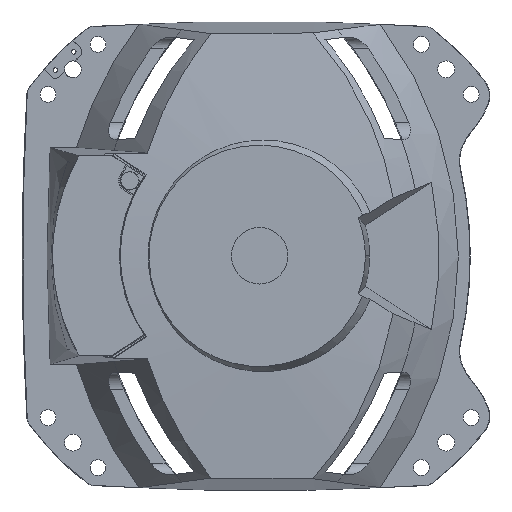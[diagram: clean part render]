
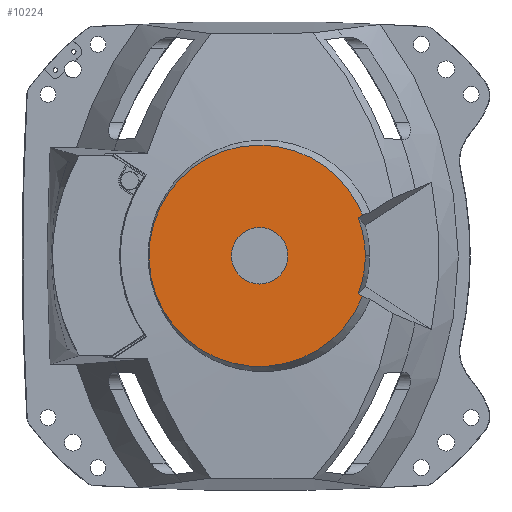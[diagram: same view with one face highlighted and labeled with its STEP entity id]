
A CAD part, top view. The second image highlights one B-rep face of the part: STEP entity #10224.
In plain terms, the highlighted planar face has unit normal (0, 0, 1).
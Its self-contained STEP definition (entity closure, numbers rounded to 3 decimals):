
#11 = CARTESIAN_POINT ( 'NONE',  ( 181.734, -73.002, 225.6 ) ) ;
#148 = CARTESIAN_POINT ( 'NONE',  ( 174.663, -67.186, 225.6 ) ) ;
#307 = CIRCLE ( 'NONE', #13205, 50. ) ;
#833 = VERTEX_POINT ( 'NONE', #9269 ) ;
#834 = CARTESIAN_POINT ( 'NONE',  ( 203.595, -85.975, 225.6 ) ) ;
#987 = CARTESIAN_POINT ( 'NONE',  ( 38.45, -193.328, 225.6 ) ) ;
#1116 = EDGE_CURVE ( 'NONE', #12007, #9668, #14510, .T. ) ;
#1327 = CARTESIAN_POINT ( 'NONE',  ( 0., 0., 225.6 ) ) ;
#1766 = EDGE_LOOP ( 'NONE', ( #12098, #5675, #3560, #10852, #10620 ) ) ;
#1999 = DIRECTION ( 'NONE',  ( -1., 0., 0. ) ) ;
#2112 = CARTESIAN_POINT ( 'NONE',  ( 163.886, 109.5, 225.6 ) ) ;
#2181 = CARTESIAN_POINT ( 'NONE',  ( -193.328, -38.45, 225.6 ) ) ;
#2260 = CARTESIAN_POINT ( 'NONE',  ( -182.106, 75.423, 225.6 ) ) ;
#2284 = CARTESIAN_POINT ( 'NONE',  ( 0., 0., 225.6 ) ) ;
#2496 = FACE_BOUND ( 'NONE', #14176, .T. ) ;
#2828 = DIRECTION ( 'NONE',  ( 0., 0., 1. ) ) ;
#3126 = CARTESIAN_POINT ( 'NONE',  ( -50., 0., 225.6 ) ) ;
#3206 = CIRCLE ( 'NONE', #12730, 50. ) ;
#3246 = CARTESIAN_POINT ( 'NONE',  ( -75.423, -182.106, 225.6 ) ) ;
#3311 = CARTESIAN_POINT ( 'NONE',  ( 176.529, -85.854, 225.6 ) ) ;
#3458 = CARTESIAN_POINT ( 'NONE',  ( -182.106, -75.423, 225.6 ) ) ;
#3560 = ORIENTED_EDGE ( 'NONE', *, *, #9709, .T. ) ;
#3899 = EDGE_CURVE ( 'NONE', #9668, #13122, #13169, .T. ) ;
#4276 = CARTESIAN_POINT ( 'NONE',  ( -163.886, -109.5, 225.6 ) ) ;
#4350 = CARTESIAN_POINT ( 'NONE',  ( 75.423, -182.106, 225.6 ) ) ;
#4746 = EDGE_CURVE ( 'NONE', #12007, #833, #6164, .T. ) ;
#4912 = EDGE_CURVE ( 'NONE', #5176, #833, #7238, .T. ) ;
#5176 = VERTEX_POINT ( 'NONE', #7601 ) ;
#5285 = AXIS2_PLACEMENT_3D ( 'NONE', #8044, #11278, #12620 ) ;
#5456 = CARTESIAN_POINT ( 'NONE',  ( -38.45, -193.328, 225.6 ) ) ;
#5490 = AXIS2_PLACEMENT_3D ( 'NONE', #6867, #11433, #11736 ) ;
#5533 = CARTESIAN_POINT ( 'NONE',  ( -197.118, 0., 225.6 ) ) ;
#5670 = CARTESIAN_POINT ( 'NONE',  ( -163.886, 109.5, 225.6 ) ) ;
#5675 = ORIENTED_EDGE ( 'NONE', *, *, #3899, .T. ) ;
#5760 = ORIENTED_EDGE ( 'NONE', *, *, #6843, .T. ) ;
#6005 = VERTEX_POINT ( 'NONE', #14463 ) ;
#6051 = PLANE ( 'NONE',  #5490 ) ;
#6162 = DIRECTION ( 'NONE',  ( -1., 0., 0. ) ) ;
#6164 = B_SPLINE_CURVE_WITH_KNOTS ( 'NONE', 3,
 ( #11289, #11, #3311, #9110, #14741, #13611, #4350, #987, #12490, #5456, #3246, #13690, #14524, #4276, #3458, #2181, #5533, #7981, #2260, #5670, #7768, #7834, #10095, #14674, #12346, #11206, #14596, #7912, #8817, #2112, #6792, #13396, #12559 ),
 .UNSPECIFIED., .F., .F.,
 ( 4, 1, 1, 1, 1, 1, 1, 1, 1, 1, 1, 1, 1, 1, 1, 1, 1, 1, 1, 1, 1, 1, 1, 1, 1, 1, 1, 1, 1, 1, 4 ),
 ( 0., 0.003, 0.038, 0.074, 0.109, 0.145, 0.18, 0.216, 0.251, 0.287, 0.322, 0.358, 0.393, 0.429, 0.464, 0.5, 0.536, 0.571, 0.607, 0.642, 0.678, 0.713, 0.749, 0.784, 0.82, 0.855, 0.891, 0.926, 0.962, 0.997, 1. ),
 .UNSPECIFIED. ) ;
#6411 = CARTESIAN_POINT ( 'NONE',  ( 203.595, 85.975, 225.6 ) ) ;
#6465 = VECTOR ( 'NONE', #9093, 1000. ) ;
#6529 = DIRECTION ( 'NONE',  ( -1., 0., 0. ) ) ;
#6792 = CARTESIAN_POINT ( 'NONE',  ( 176.529, 85.854, 225.6 ) ) ;
#6843 = EDGE_CURVE ( 'NONE', #11071, #6005, #3206, .T. ) ;
#6867 = CARTESIAN_POINT ( 'NONE',  ( 0., 212., 225.6 ) ) ;
#7238 = LINE ( 'NONE', #6411, #9330 ) ;
#7601 = CARTESIAN_POINT ( 'NONE',  ( 174.663, 67.186, 225.6 ) ) ;
#7768 = CARTESIAN_POINT ( 'NONE',  ( -139.37, 139.37, 225.6 ) ) ;
#7834 = CARTESIAN_POINT ( 'NONE',  ( -109.5, 163.886, 225.6 ) ) ;
#7912 = CARTESIAN_POINT ( 'NONE',  ( 109.5, 163.886, 225.6 ) ) ;
#7981 = CARTESIAN_POINT ( 'NONE',  ( -193.328, 38.45, 225.6 ) ) ;
#8044 = CARTESIAN_POINT ( 'NONE',  ( 0., 0., 225.6 ) ) ;
#8405 = DIRECTION ( 'NONE',  ( 0., 0., -1. ) ) ;
#8817 = CARTESIAN_POINT ( 'NONE',  ( 139.37, 139.37, 225.6 ) ) ;
#9093 = DIRECTION ( 'NONE',  ( -0.839, 0.545, 0. ) ) ;
#9110 = CARTESIAN_POINT ( 'NONE',  ( 163.886, -109.5, 225.6 ) ) ;
#9269 = CARTESIAN_POINT ( 'NONE',  ( 182.119, 72.028, 225.6 ) ) ;
#9330 = VECTOR ( 'NONE', #9550, 1000. ) ;
#9550 = DIRECTION ( 'NONE',  ( 0.839, 0.545, 0. ) ) ;
#9668 = VERTEX_POINT ( 'NONE', #148 ) ;
#9709 = EDGE_CURVE ( 'NONE', #13122, #5176, #14492, .T. ) ;
#9871 = CARTESIAN_POINT ( 'NONE',  ( 182.119, -72.028, 225.6 ) ) ;
#10095 = CARTESIAN_POINT ( 'NONE',  ( -75.423, 182.106, 225.6 ) ) ;
#10224 = ADVANCED_FACE ( 'NONE', ( #2496, #10319 ), #6051, .F. ) ;
#10319 = FACE_OUTER_BOUND ( 'NONE', #1766, .T. ) ;
#10620 = ORIENTED_EDGE ( 'NONE', *, *, #4746, .F. ) ;
#10852 = ORIENTED_EDGE ( 'NONE', *, *, #4912, .T. ) ;
#11071 = VERTEX_POINT ( 'NONE', #3126 ) ;
#11206 = CARTESIAN_POINT ( 'NONE',  ( 38.45, 193.328, 225.6 ) ) ;
#11278 = DIRECTION ( 'NONE',  ( 0., 0., 1. ) ) ;
#11289 = CARTESIAN_POINT ( 'NONE',  ( 182.119, -72.028, 225.6 ) ) ;
#11433 = DIRECTION ( 'NONE',  ( 0., 0., -1. ) ) ;
#11460 = ORIENTED_EDGE ( 'NONE', *, *, #13438, .T. ) ;
#11736 = DIRECTION ( 'NONE',  ( 0., -1., 0. ) ) ;
#12007 = VERTEX_POINT ( 'NONE', #9871 ) ;
#12098 = ORIENTED_EDGE ( 'NONE', *, *, #1116, .T. ) ;
#12276 = CARTESIAN_POINT ( 'NONE',  ( 187.139, 0., 225.6 ) ) ;
#12346 = CARTESIAN_POINT ( 'NONE',  ( 0., 197.118, 225.6 ) ) ;
#12490 = CARTESIAN_POINT ( 'NONE',  ( 0., -197.118, 225.6 ) ) ;
#12559 = CARTESIAN_POINT ( 'NONE',  ( 182.119, 72.028, 225.6 ) ) ;
#12620 = DIRECTION ( 'NONE',  ( -1., 0., 0. ) ) ;
#12730 = AXIS2_PLACEMENT_3D ( 'NONE', #1327, #8405, #6162 ) ;
#13122 = VERTEX_POINT ( 'NONE', #12276 ) ;
#13169 = CIRCLE ( 'NONE', #5285, 187.139 ) ;
#13205 = AXIS2_PLACEMENT_3D ( 'NONE', #2284, #14626, #1999 ) ;
#13292 = AXIS2_PLACEMENT_3D ( 'NONE', #14327, #2828, #6529 ) ;
#13396 = CARTESIAN_POINT ( 'NONE',  ( 181.734, 73.002, 225.6 ) ) ;
#13438 = EDGE_CURVE ( 'NONE', #6005, #11071, #307, .T. ) ;
#13611 = CARTESIAN_POINT ( 'NONE',  ( 109.5, -163.886, 225.6 ) ) ;
#13690 = CARTESIAN_POINT ( 'NONE',  ( -109.5, -163.886, 225.6 ) ) ;
#14176 = EDGE_LOOP ( 'NONE', ( #5760, #11460 ) ) ;
#14327 = CARTESIAN_POINT ( 'NONE',  ( 0., 0., 225.6 ) ) ;
#14463 = CARTESIAN_POINT ( 'NONE',  ( 50., 0., 225.6 ) ) ;
#14492 = CIRCLE ( 'NONE', #13292, 187.139 ) ;
#14510 = LINE ( 'NONE', #834, #6465 ) ;
#14524 = CARTESIAN_POINT ( 'NONE',  ( -139.37, -139.37, 225.6 ) ) ;
#14596 = CARTESIAN_POINT ( 'NONE',  ( 75.423, 182.106, 225.6 ) ) ;
#14626 = DIRECTION ( 'NONE',  ( 0., 0., -1. ) ) ;
#14674 = CARTESIAN_POINT ( 'NONE',  ( -38.45, 193.328, 225.6 ) ) ;
#14741 = CARTESIAN_POINT ( 'NONE',  ( 139.37, -139.37, 225.6 ) ) ;
